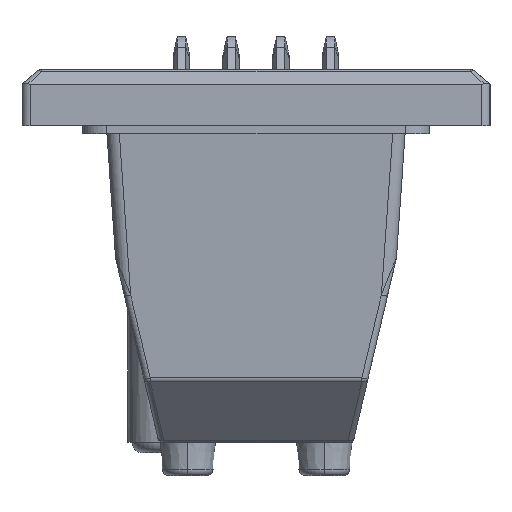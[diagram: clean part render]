
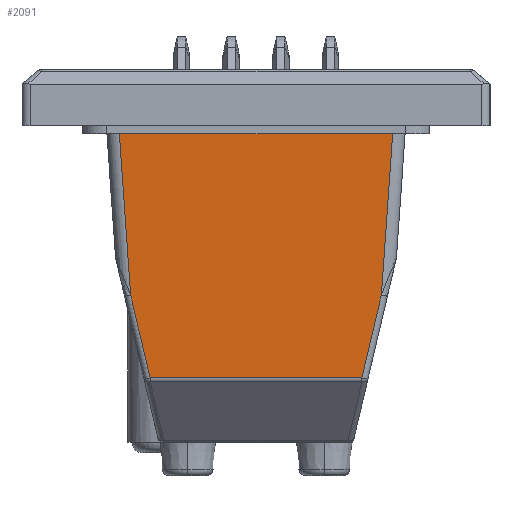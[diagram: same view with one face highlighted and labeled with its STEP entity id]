
A CAD part, left-side view. The second image highlights one B-rep face of the part: STEP entity #2091.
In plain terms, the highlighted planar face has unit normal (-0.999, 0, -0.052).
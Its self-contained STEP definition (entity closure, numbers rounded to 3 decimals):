
#89 = AXIS2_PLACEMENT_3D ( 'NONE', #272, #1872, #1094 ) ;
#96 = VERTEX_POINT ( 'NONE', #1040 ) ;
#260 = LINE ( 'NONE', #9619, #8922 ) ;
#272 = CARTESIAN_POINT ( 'NONE',  ( -127.5, 36., -15.5 ) ) ;
#366 = VECTOR ( 'NONE', #8203, 1000. ) ;
#403 = ORIENTED_EDGE ( 'NONE', *, *, #3977, .T. ) ;
#437 = CARTESIAN_POINT ( 'NONE',  ( -124.411, -25.564, -74.443 ) ) ;
#565 = DIRECTION ( 'NONE',  ( 0.051, -0.229, -0.972 ) ) ;
#1040 = CARTESIAN_POINT ( 'NONE',  ( -125.461, 30.283, -54.403 ) ) ;
#1094 = DIRECTION ( 'NONE',  ( -0.052, 0., 0.999 ) ) ;
#1120 = EDGE_CURVE ( 'NONE', #6684, #3368, #260, .T. ) ;
#1137 = FACE_OUTER_BOUND ( 'NONE', #6827, .T. ) ;
#1188 = LINE ( 'NONE', #8462, #7156 ) ;
#1320 = VERTEX_POINT ( 'NONE', #9870 ) ;
#1872 = DIRECTION ( 'NONE',  ( -0.999, 0., -0.052 ) ) ;
#2091 = ADVANCED_FACE ( 'NONE', ( #1137 ), #10025, .T. ) ;
#3336 = CARTESIAN_POINT ( 'NONE',  ( -124.411, -26.956, -74.443 ) ) ;
#3368 = VERTEX_POINT ( 'NONE', #4635 ) ;
#3771 = DIRECTION ( 'NONE',  ( -0.051, -0.229, 0.972 ) ) ;
#3977 = EDGE_CURVE ( 'NONE', #8377, #96, #7349, .T. ) ;
#4541 = ORIENTED_EDGE ( 'NONE', *, *, #5396, .T. ) ;
#4635 = CARTESIAN_POINT ( 'NONE',  ( -127.5, -33.004, -15.5 ) ) ;
#4742 = DIRECTION ( 'NONE',  ( -0.052, -0.07, 0.996 ) ) ;
#5190 = VECTOR ( 'NONE', #5708, 1000. ) ;
#5348 = CARTESIAN_POINT ( 'NONE',  ( -125.461, -30.283, -54.403 ) ) ;
#5396 = EDGE_CURVE ( 'NONE', #1320, #5715, #6087, .T. ) ;
#5708 = DIRECTION ( 'NONE',  ( 0.052, -0.07, -0.996 ) ) ;
#5715 = VERTEX_POINT ( 'NONE', #437 ) ;
#5821 = ORIENTED_EDGE ( 'NONE', *, *, #9001, .T. ) ;
#5932 = LINE ( 'NONE', #8652, #7826 ) ;
#6087 = LINE ( 'NONE', #3336, #366 ) ;
#6209 = LINE ( 'NONE', #6270, #6974 ) ;
#6270 = CARTESIAN_POINT ( 'NONE',  ( -124.399, 25.513, -74.661 ) ) ;
#6300 = EDGE_CURVE ( 'NONE', #96, #1320, #6209, .T. ) ;
#6684 = VERTEX_POINT ( 'NONE', #5348 ) ;
#6827 = EDGE_LOOP ( 'NONE', ( #4541, #8663, #10129, #5821, #403, #6933 ) ) ;
#6933 = ORIENTED_EDGE ( 'NONE', *, *, #6300, .T. ) ;
#6974 = VECTOR ( 'NONE', #565, 1000. ) ;
#7156 = VECTOR ( 'NONE', #7641, 1000. ) ;
#7349 = LINE ( 'NONE', #9774, #5190 ) ;
#7641 = DIRECTION ( 'NONE',  ( 0., 1., 0. ) ) ;
#7826 = VECTOR ( 'NONE', #3771, 1000. ) ;
#8203 = DIRECTION ( 'NONE',  ( 0., -1., 0. ) ) ;
#8262 = EDGE_CURVE ( 'NONE', #5715, #6684, #5932, .T. ) ;
#8377 = VERTEX_POINT ( 'NONE', #8792 ) ;
#8462 = CARTESIAN_POINT ( 'NONE',  ( -127.5, 36., -15.5 ) ) ;
#8652 = CARTESIAN_POINT ( 'NONE',  ( -124.997, -28.197, -63.261 ) ) ;
#8663 = ORIENTED_EDGE ( 'NONE', *, *, #8262, .T. ) ;
#8792 = CARTESIAN_POINT ( 'NONE',  ( -127.5, 33.004, -15.5 ) ) ;
#8922 = VECTOR ( 'NONE', #4742, 1000. ) ;
#9001 = EDGE_CURVE ( 'NONE', #3368, #8377, #1188, .T. ) ;
#9619 = CARTESIAN_POINT ( 'NONE',  ( -127.511, -33.018, -15.292 ) ) ;
#9774 = CARTESIAN_POINT ( 'NONE',  ( -125.939, 30.92, -45.292 ) ) ;
#9870 = CARTESIAN_POINT ( 'NONE',  ( -124.411, 25.564, -74.443 ) ) ;
#10025 = PLANE ( 'NONE',  #89 ) ;
#10129 = ORIENTED_EDGE ( 'NONE', *, *, #1120, .T. ) ;
